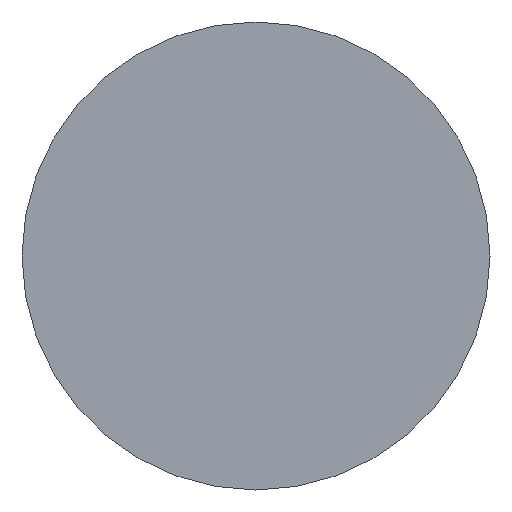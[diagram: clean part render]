
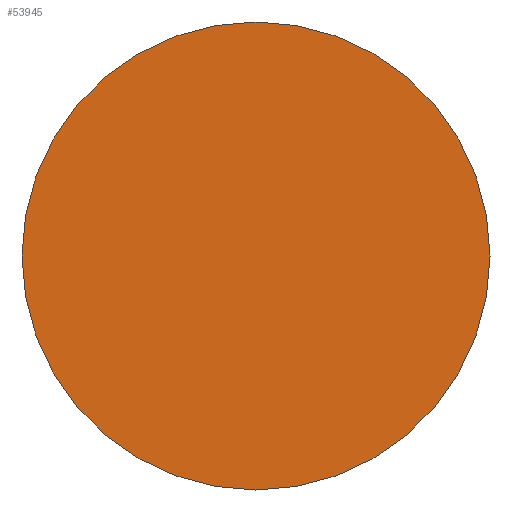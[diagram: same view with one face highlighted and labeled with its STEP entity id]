
A CAD part, left-side view. The second image highlights one B-rep face of the part: STEP entity #53945.
In plain terms, the highlighted planar face has unit normal (-1, 0, 0).
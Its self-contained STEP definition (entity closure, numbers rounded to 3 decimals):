
#5157 = DIRECTION ( 'NONE',  ( 1., 0., 0. ) ) ;
#5215 = DIRECTION ( 'NONE',  ( -1., 0., 0. ) ) ;
#8344 = AXIS2_PLACEMENT_3D ( 'NONE', #89392, #5215, #74678 ) ;
#14497 = EDGE_CURVE ( 'Defeature ausgef�hrt1_1091+Defeature ausgef�hrt1_1093+Defeature ausgef�hrt1_1093+Defeature ausgef�hrt1_1093', #46470, #22347, #30603, .T. ) ;
#19530 = DIRECTION ( 'NONE',  ( 0., 0., 1. ) ) ;
#22347 = VERTEX_POINT ( 'NONE', #87540 ) ;
#22873 = AXIS2_PLACEMENT_3D ( 'NONE', #88981, #73299, #19530 ) ;
#29260 = CARTESIAN_POINT ( 'NONE',  ( -6., 48., 0. ) ) ;
#30603 = CIRCLE ( 'NONE', #8344, 48. ) ;
#31574 = EDGE_CURVE ( 'Defeature ausgef�hrt1_1091+Defeature ausgef�hrt1_1093+Defeature ausgef�hrt1_1093+Defeature ausgef�hrt1_1093', #22347, #46470, #76933, .T. ) ;
#36499 = CARTESIAN_POINT ( 'NONE',  ( -6., 0., 48. ) ) ;
#46470 = VERTEX_POINT ( 'NONE', #36499 ) ;
#50523 = AXIS2_PLACEMENT_3D ( 'NONE', #29260, #5157, #82312 ) ;
#53945 = ADVANCED_FACE ( 'Defeature ausgef�hrt1_1091', ( #70544 ), #81986, .F. ) ;
#70544 = FACE_OUTER_BOUND ( 'NONE', #89244, .T. ) ;
#73299 = DIRECTION ( 'NONE',  ( -1., 0., 0. ) ) ;
#74678 = DIRECTION ( 'NONE',  ( 0., 0., 1. ) ) ;
#76933 = CIRCLE ( 'NONE', #22873, 48. ) ;
#81986 = PLANE ( 'NONE',  #50523 ) ;
#82312 = DIRECTION ( 'NONE',  ( 0., 0., -1. ) ) ;
#82804 = ORIENTED_EDGE ( 'NONE', *, *, #14497, .T. ) ;
#87540 = CARTESIAN_POINT ( 'NONE',  ( -6., 0., -48. ) ) ;
#88981 = CARTESIAN_POINT ( 'NONE',  ( -6., 0., 0. ) ) ;
#89244 = EDGE_LOOP ( 'NONE', ( #82804, #95788 ) ) ;
#89392 = CARTESIAN_POINT ( 'NONE',  ( -6., 0., 0. ) ) ;
#95788 = ORIENTED_EDGE ( 'NONE', *, *, #31574, .T. ) ;
